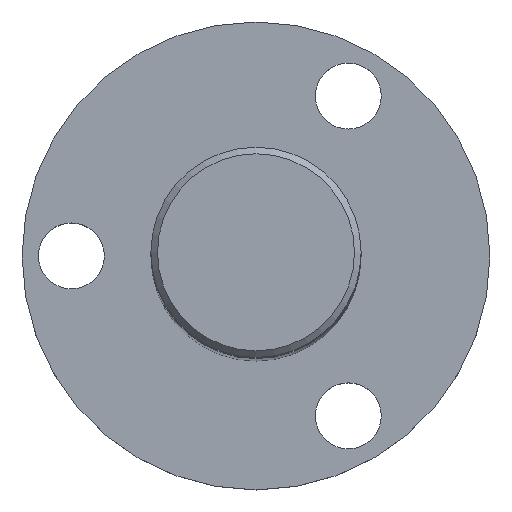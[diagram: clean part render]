
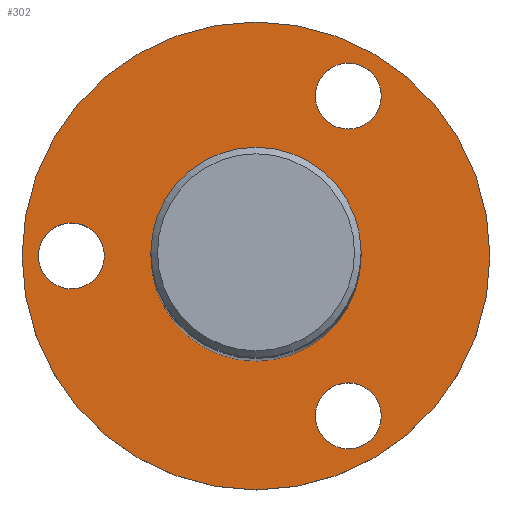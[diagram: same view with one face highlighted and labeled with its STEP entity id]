
A CAD part, top view. The second image highlights one B-rep face of the part: STEP entity #302.
In plain terms, the highlighted planar face has unit normal (0, 0, 1).
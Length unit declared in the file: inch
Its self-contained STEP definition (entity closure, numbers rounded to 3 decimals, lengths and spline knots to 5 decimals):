
#21=FACE_BOUND('',#94,.T.);
#22=FACE_BOUND('',#95,.T.);
#23=FACE_BOUND('',#96,.T.);
#24=FACE_BOUND('',#97,.T.);
#46=PLANE('',#367);
#66=FACE_OUTER_BOUND('',#93,.T.);
#93=EDGE_LOOP('',(#270));
#94=EDGE_LOOP('',(#271));
#95=EDGE_LOOP('',(#272));
#96=EDGE_LOOP('',(#273));
#97=EDGE_LOOP('',(#274));
#132=CIRCLE('',#336,0.04921);
#134=CIRCLE('',#339,0.04921);
#136=CIRCLE('',#342,0.04921);
#148=CIRCLE('',#366,0.15689);
#149=CIRCLE('',#368,0.34921);
#156=VERTEX_POINT('',#493);
#158=VERTEX_POINT('',#499);
#160=VERTEX_POINT('',#505);
#172=VERTEX_POINT('',#547);
#173=VERTEX_POINT('',#551);
#183=EDGE_CURVE('',#156,#156,#132,.T.);
#186=EDGE_CURVE('',#158,#158,#134,.T.);
#189=EDGE_CURVE('',#160,#160,#136,.T.);
#206=EDGE_CURVE('',#172,#172,#148,.T.);
#208=EDGE_CURVE('',#173,#173,#149,.T.);
#270=ORIENTED_EDGE('',*,*,#208,.F.);
#271=ORIENTED_EDGE('',*,*,#183,.T.);
#272=ORIENTED_EDGE('',*,*,#186,.T.);
#273=ORIENTED_EDGE('',*,*,#189,.T.);
#274=ORIENTED_EDGE('',*,*,#206,.T.);
#302=ADVANCED_FACE('',(#66,#21,#22,#23,#24),#46,.T.);
#336=AXIS2_PLACEMENT_3D('',#495,#395,#396);
#339=AXIS2_PLACEMENT_3D('',#501,#402,#403);
#342=AXIS2_PLACEMENT_3D('',#507,#409,#410);
#366=AXIS2_PLACEMENT_3D('',#548,#462,#463);
#367=AXIS2_PLACEMENT_3D('',#550,#465,#466);
#368=AXIS2_PLACEMENT_3D('',#552,#467,#468);
#395=DIRECTION('center_axis',(0.,0.,-1.));
#396=DIRECTION('ref_axis',(-1.,0.,0.));
#402=DIRECTION('center_axis',(0.,0.,-1.));
#403=DIRECTION('ref_axis',(-1.,0.,0.));
#409=DIRECTION('center_axis',(0.,0.,-1.));
#410=DIRECTION('ref_axis',(-1.,0.,0.));
#462=DIRECTION('center_axis',(0.,0.,-1.));
#463=DIRECTION('ref_axis',(1.,0.,0.));
#465=DIRECTION('center_axis',(0.,0.,1.));
#466=DIRECTION('ref_axis',(1.,0.,0.));
#467=DIRECTION('center_axis',(0.,0.,-1.));
#468=DIRECTION('ref_axis',(1.,0.,0.));
#493=CARTESIAN_POINT('',(0.18701,-0.23867,-3.10394));
#495=CARTESIAN_POINT('Origin',(0.1378,-0.23867,-3.10394));
#499=CARTESIAN_POINT('',(-0.22638,0.,-3.10394));
#501=CARTESIAN_POINT('Origin',(-0.27559,0.,
-3.10394));
#505=CARTESIAN_POINT('',(0.18701,0.23867,-3.10394));
#507=CARTESIAN_POINT('Origin',(0.1378,0.23867,-3.10394));
#547=CARTESIAN_POINT('',(0.,0.15689,-3.10394));
#548=CARTESIAN_POINT('Origin',(0.,0.,-3.10394));
#550=CARTESIAN_POINT('Origin',(0.,-0.34921,-3.10394));
#551=CARTESIAN_POINT('',(0.,0.34921,-3.10394));
#552=CARTESIAN_POINT('Origin',(0.,0.,-3.10394));
